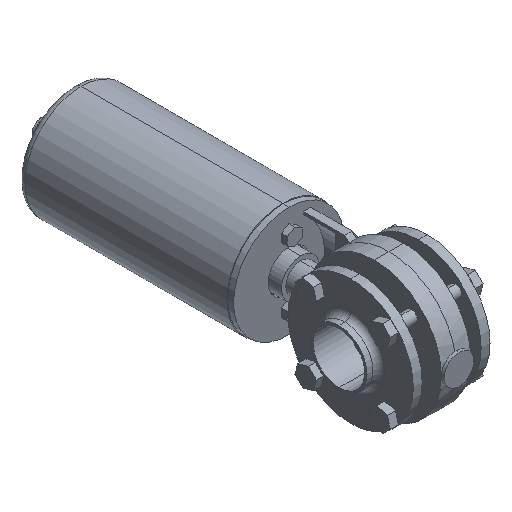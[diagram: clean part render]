
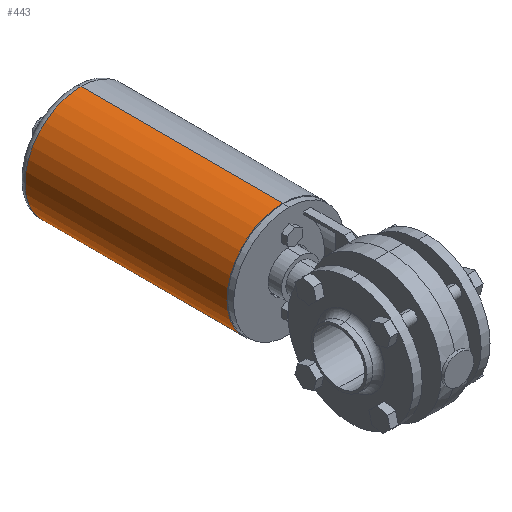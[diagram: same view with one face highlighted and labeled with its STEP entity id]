
A CAD part, isometric view. The second image highlights one B-rep face of the part: STEP entity #443.
In plain terms, the highlighted cylindrical face has radius 38 mm (diameter 76 mm), a partial arc.
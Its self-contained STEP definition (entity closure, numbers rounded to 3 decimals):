
#93 = DIRECTION ( 'NONE',  ( 0., -1., 0. ) ) ;
#184 = CARTESIAN_POINT ( 'NONE',  ( 0., 0., 0. ) ) ;
#235 = CIRCLE ( 'NONE', #4338, 38. ) ;
#306 = VECTOR ( 'NONE', #404, 1000. ) ;
#404 = DIRECTION ( 'NONE',  ( 0., -1., 0. ) ) ;
#443 = ADVANCED_FACE ( 'NONE', ( #5484 ), #694, .T. ) ;
#467 = CARTESIAN_POINT ( 'NONE',  ( 0., 142., -38. ) ) ;
#502 = CARTESIAN_POINT ( 'NONE',  ( 0., 142., 0. ) ) ;
#621 = DIRECTION ( 'NONE',  ( 0., 0., 1. ) ) ;
#627 = DIRECTION ( 'NONE',  ( 0., -1., 0. ) ) ;
#694 = CYLINDRICAL_SURFACE ( 'NONE', #2260, 38. ) ;
#837 = ORIENTED_EDGE ( 'NONE', *, *, #5316, .T. ) ;
#858 = CARTESIAN_POINT ( 'NONE',  ( 0., 137., -38. ) ) ;
#1259 = LINE ( 'NONE', #4084, #1527 ) ;
#1374 = VERTEX_POINT ( 'NONE', #4410 ) ;
#1527 = VECTOR ( 'NONE', #627, 1000. ) ;
#1581 = CARTESIAN_POINT ( 'NONE',  ( 0., 137., 0. ) ) ;
#1689 = DIRECTION ( 'NONE',  ( 0., 0., 1. ) ) ;
#1705 = CARTESIAN_POINT ( 'NONE',  ( 0., 0., -38. ) ) ;
#1794 = EDGE_CURVE ( 'NONE', #2770, #5047, #3418, .T. ) ;
#1804 = DIRECTION ( 'NONE',  ( 0., 0., -1. ) ) ;
#2013 = ORIENTED_EDGE ( 'NONE', *, *, #3833, .T. ) ;
#2178 = EDGE_CURVE ( 'NONE', #2743, #1374, #1259, .T. ) ;
#2260 = AXIS2_PLACEMENT_3D ( 'NONE', #502, #3549, #1804 ) ;
#2743 = VERTEX_POINT ( 'NONE', #5198 ) ;
#2770 = VERTEX_POINT ( 'NONE', #858 ) ;
#3418 = LINE ( 'NONE', #467, #306 ) ;
#3501 = ORIENTED_EDGE ( 'NONE', *, *, #1794, .T. ) ;
#3549 = DIRECTION ( 'NONE',  ( 0., -1., 0. ) ) ;
#3773 = EDGE_LOOP ( 'NONE', ( #4647, #837, #3501, #2013 ) ) ;
#3833 = EDGE_CURVE ( 'NONE', #5047, #1374, #4187, .T. ) ;
#4084 = CARTESIAN_POINT ( 'NONE',  ( 0., 142., 38. ) ) ;
#4106 = DIRECTION ( 'NONE',  ( 0., 1., 0. ) ) ;
#4145 = AXIS2_PLACEMENT_3D ( 'NONE', #184, #4106, #621 ) ;
#4187 = CIRCLE ( 'NONE', #4145, 38. ) ;
#4338 = AXIS2_PLACEMENT_3D ( 'NONE', #1581, #93, #1689 ) ;
#4410 = CARTESIAN_POINT ( 'NONE',  ( 0., 0., 38. ) ) ;
#4647 = ORIENTED_EDGE ( 'NONE', *, *, #2178, .F. ) ;
#5047 = VERTEX_POINT ( 'NONE', #1705 ) ;
#5198 = CARTESIAN_POINT ( 'NONE',  ( 0., 137., 38. ) ) ;
#5316 = EDGE_CURVE ( 'NONE', #2743, #2770, #235, .T. ) ;
#5484 = FACE_OUTER_BOUND ( 'NONE', #3773, .T. ) ;
